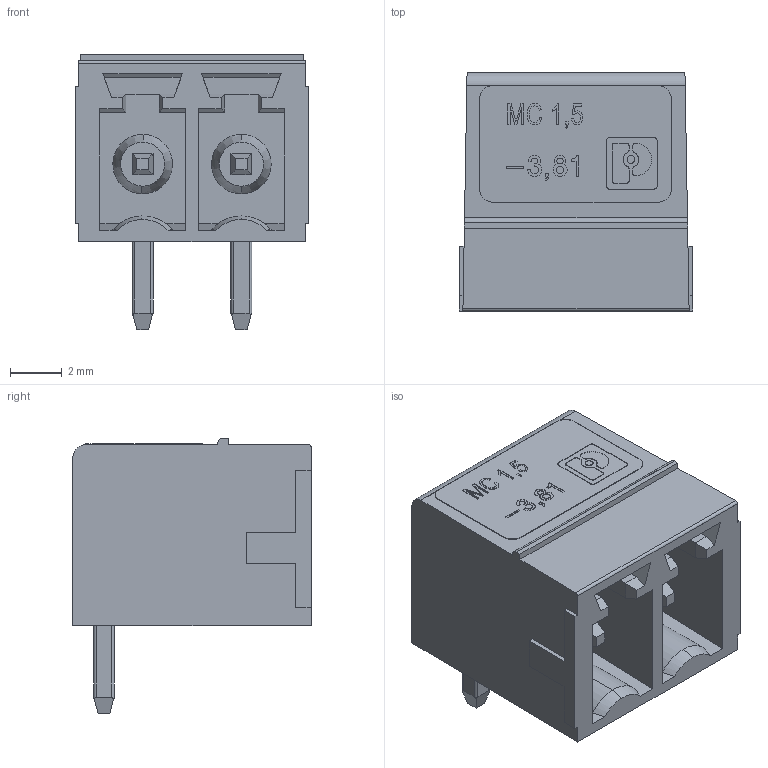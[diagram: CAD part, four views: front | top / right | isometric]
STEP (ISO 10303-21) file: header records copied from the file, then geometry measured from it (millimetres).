
FILE_DESCRIPTION(('STEP AP214'),'1');
FILE_NAME('cctmp_AA2E45E9-E065-4750-B91D-437D43F0A3C2_2023_02_03_12_34_25_0040_9908..stp','2023-02-03T12:34:25',('PHOENIX CONTACT Deutschland GmbH'),('CADClick - www.CADClick.com'),'Spatial InterOp 3D',' ','unknown authorization');
FILE_SCHEMA(('AUTOMOTIVE_DESIGN'));
Length unit declared in the file: millimetre
Products named in the file (4): 2023_02_03_12_34_24_0868; 2023_02_03_12_34_25_0040; 2023_02_03_12_34_25_0025; 2023_02_03_12_34_24_0978
Assembly tree (3 placements, depth 2):
  2023_02_03_12_34_24_0868
    2023_02_03_12_34_25_0040
    2023_02_03_12_34_25_0025
    2023_02_03_12_34_24_0978
Bounding box: 9.01 x 9.2 x 10.65 mm (x, y, z)
Volume: 318.4 mm3; surface area: 859.2 mm2
Topology: 3 solids, 3 shells, 555 faces, 1573 edges, 1042 vertices
Faces by surface type: plane 471, cylinder 45, bspline 19, torus 8, cone 8, sphere 4
Entity records: 34250 total; most frequent: CARTESIAN_POINT 4608, ORIENTED_EDGE 3138, STYLED_ITEM 2718, PRESENTATION_STYLE_ASSIGNMENT 2718, COLOUR_RGB 2718, DIRECTION 2676, EDGE_CURVE 1569, LINE 1378
